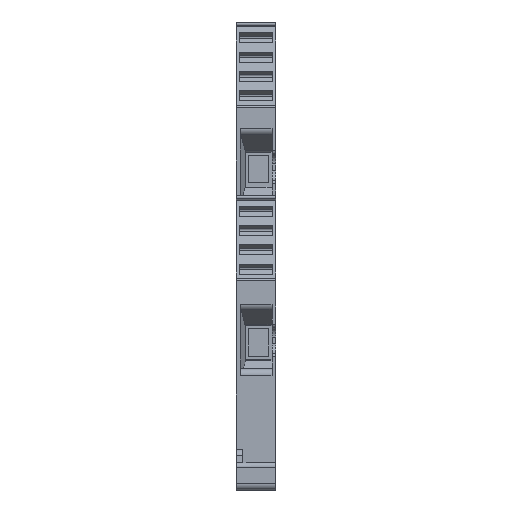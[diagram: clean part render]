
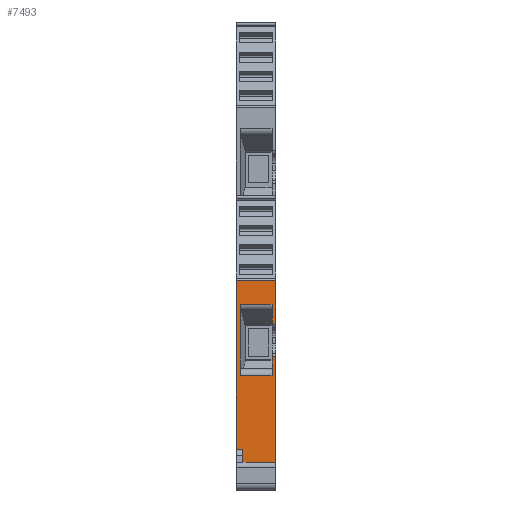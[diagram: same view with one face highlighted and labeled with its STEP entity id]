
A CAD part, left-side view. The second image highlights one B-rep face of the part: STEP entity #7493.
In plain terms, the highlighted planar face has unit normal (-1, 0, 0).
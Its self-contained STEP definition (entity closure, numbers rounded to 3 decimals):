
#940=ORIENTED_EDGE('',*,*,#2962,.T.);
#941=ORIENTED_EDGE('',*,*,#2963,.T.);
#942=ORIENTED_EDGE('',*,*,#2964,.T.);
#943=ORIENTED_EDGE('',*,*,#2930,.F.);
#944=ORIENTED_EDGE('',*,*,#2961,.F.);
#945=ORIENTED_EDGE('',*,*,#2936,.T.);
#946=ORIENTED_EDGE('',*,*,#2965,.T.);
#947=ORIENTED_EDGE('',*,*,#2966,.T.);
#948=ORIENTED_EDGE('',*,*,#2967,.F.);
#949=ORIENTED_EDGE('',*,*,#2800,.T.);
#950=ORIENTED_EDGE('',*,*,#2968,.T.);
#951=ORIENTED_EDGE('',*,*,#2969,.F.);
#952=ORIENTED_EDGE('',*,*,#2970,.T.);
#953=ORIENTED_EDGE('',*,*,#2971,.F.);
#2800=EDGE_CURVE('',#3873,#3872,#4595,.T.);
#2930=EDGE_CURVE('',#3969,#3971,#4699,.T.);
#2936=EDGE_CURVE('',#3974,#3976,#4702,.T.);
#2961=EDGE_CURVE('',#3974,#3969,#4722,.T.);
#2962=EDGE_CURVE('',#3993,#3994,#4723,.T.);
#2963=EDGE_CURVE('',#3994,#3995,#4724,.T.);
#2964=EDGE_CURVE('',#3995,#3971,#4725,.T.);
#2965=EDGE_CURVE('',#3976,#3996,#4726,.T.);
#2966=EDGE_CURVE('',#3996,#3997,#4727,.T.);
#2967=EDGE_CURVE('',#3873,#3997,#4728,.T.);
#2968=EDGE_CURVE('',#3872,#3998,#4729,.T.);
#2969=EDGE_CURVE('',#3999,#3998,#4730,.T.);
#2970=EDGE_CURVE('',#3999,#4000,#4731,.T.);
#2971=EDGE_CURVE('',#3993,#4000,#4732,.T.);
#3872=VERTEX_POINT('',#11045);
#3873=VERTEX_POINT('',#11047);
#3969=VERTEX_POINT('',#11307);
#3971=VERTEX_POINT('',#11310);
#3974=VERTEX_POINT('',#11317);
#3976=VERTEX_POINT('',#11321);
#3993=VERTEX_POINT('',#11374);
#3994=VERTEX_POINT('',#11375);
#3995=VERTEX_POINT('',#11377);
#3996=VERTEX_POINT('',#11380);
#3997=VERTEX_POINT('',#11382);
#3998=VERTEX_POINT('',#11385);
#3999=VERTEX_POINT('',#11387);
#4000=VERTEX_POINT('',#11389);
#4595=LINE('',#11046,#5432);
#4699=LINE('',#11309,#5536);
#4702=LINE('',#11322,#5539);
#4722=LINE('',#11371,#5559);
#4723=LINE('',#11373,#5560);
#4724=LINE('',#11376,#5561);
#4725=LINE('',#11378,#5562);
#4726=LINE('',#11379,#5563);
#4727=LINE('',#11381,#5564);
#4728=LINE('',#11383,#5565);
#4729=LINE('',#11384,#5566);
#4730=LINE('',#11386,#5567);
#4731=LINE('',#11388,#5568);
#4732=LINE('',#11390,#5569);
#5432=VECTOR('',#8856,1000.);
#5536=VECTOR('',#9082,1000.);
#5539=VECTOR('',#9093,1000.);
#5559=VECTOR('',#9139,1000.);
#5560=VECTOR('',#9142,1000.);
#5561=VECTOR('',#9143,1000.);
#5562=VECTOR('',#9144,1000.);
#5563=VECTOR('',#9145,1000.);
#5564=VECTOR('',#9146,1000.);
#5565=VECTOR('',#9147,1000.);
#5566=VECTOR('',#9148,1000.);
#5567=VECTOR('',#9149,1000.);
#5568=VECTOR('',#9150,1000.);
#5569=VECTOR('',#9151,1000.);
#6315=EDGE_LOOP('',(#940,#941,#942,#943,#944,#945,#946,#947,#948,#949,#950,
#951,#952,#953));
#6771=FACE_BOUND('',#6315,.T.);
#7169=PLANE('',#8016);
#7493=ADVANCED_FACE('',(#6771),#7169,.F.);
#8016=AXIS2_PLACEMENT_3D('',#11372,#9140,#9141);
#8856=DIRECTION('',(0.,1.,0.));
#9082=DIRECTION('',(0.,-1.,0.));
#9093=DIRECTION('',(0.,-1.,0.));
#9139=DIRECTION('',(0.,0.,-1.));
#9140=DIRECTION('',(1.,0.,0.));
#9141=DIRECTION('',(0.,0.,-1.));
#9142=DIRECTION('',(0.,0.,1.));
#9143=DIRECTION('',(0.,1.,0.));
#9144=DIRECTION('',(0.,0.,-1.));
#9145=DIRECTION('',(0.,0.,-1.));
#9146=DIRECTION('',(0.,-1.,0.));
#9147=DIRECTION('',(0.,0.,-1.));
#9148=DIRECTION('',(0.,0.,-1.));
#9149=DIRECTION('',(0.,1.,0.));
#9150=DIRECTION('',(0.,0.,-1.));
#9151=DIRECTION('',(0.,1.,0.));
#11045=CARTESIAN_POINT('',(-30.305,0.,-1.421));
#11046=CARTESIAN_POINT('',(-30.305,-3.45,-1.421));
#11047=CARTESIAN_POINT('',(-30.305,-6.1,-1.421));
#11307=CARTESIAN_POINT('',(-30.305,-0.633,-15.869));
#11309=CARTESIAN_POINT('',(-30.305,-3.45,-15.869));
#11310=CARTESIAN_POINT('',(-30.305,-5.5,-15.869));
#11317=CARTESIAN_POINT('',(-30.305,-0.633,-5.019));
#11321=CARTESIAN_POINT('',(-30.305,-5.5,-5.019));
#11322=CARTESIAN_POINT('',(-30.305,-3.45,-5.019));
#11371=CARTESIAN_POINT('',(-30.305,-0.633,82.773));
#11372=CARTESIAN_POINT('',(-30.305,-3.45,-1.421));
#11373=CARTESIAN_POINT('',(-30.305,-6.1,-31.417));
#11374=CARTESIAN_POINT('',(-30.305,-6.1,-31.417));
#11375=CARTESIAN_POINT('',(-30.305,-6.1,-13.07));
#11376=CARTESIAN_POINT('',(-30.305,-3.45,-13.07));
#11377=CARTESIAN_POINT('',(-30.305,-5.5,-13.07));
#11378=CARTESIAN_POINT('',(-30.305,-5.5,-5.019));
#11379=CARTESIAN_POINT('',(-30.305,-5.5,-5.019));
#11380=CARTESIAN_POINT('',(-30.305,-5.5,-8.07));
#11381=CARTESIAN_POINT('',(-30.305,-3.45,-8.07));
#11382=CARTESIAN_POINT('',(-30.305,-6.1,-8.07));
#11383=CARTESIAN_POINT('',(-30.305,-6.1,-19.617));
#11384=CARTESIAN_POINT('',(-30.305,0.,-1.421));
#11385=CARTESIAN_POINT('',(-30.305,0.,-27.17));
#11386=CARTESIAN_POINT('',(-30.305,-1.,-27.17));
#11387=CARTESIAN_POINT('',(-30.305,-1.,-27.17));
#11388=CARTESIAN_POINT('',(-30.305,-1.,-31.417));
#11389=CARTESIAN_POINT('',(-30.305,-1.,-31.417));
#11390=CARTESIAN_POINT('',(-30.305,-6.1,-31.417));
